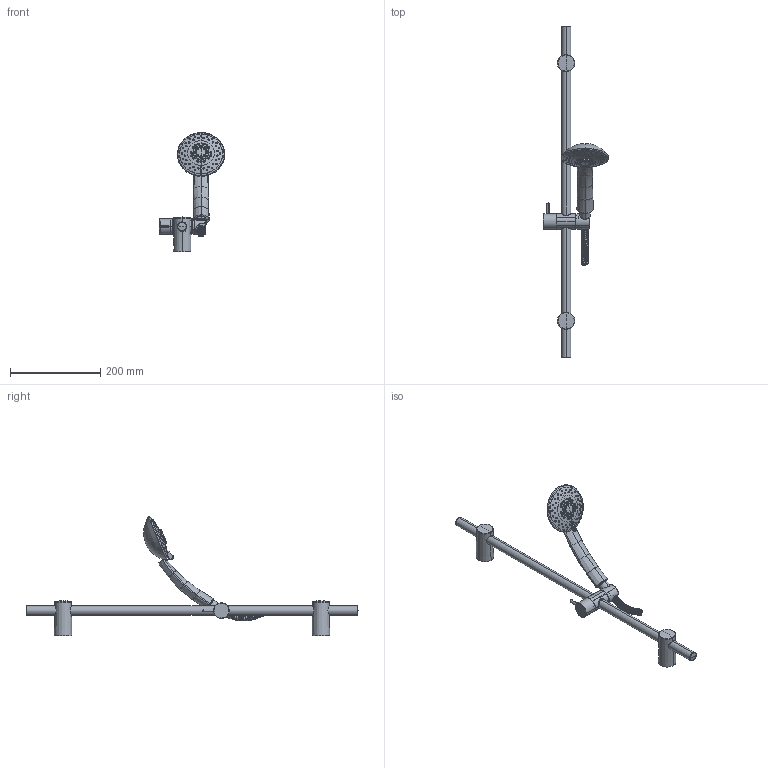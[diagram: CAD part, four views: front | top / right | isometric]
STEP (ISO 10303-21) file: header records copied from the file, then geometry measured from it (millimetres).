
FILE_DESCRIPTION((''),'2;1');
FILE_NAME('ZSAL120CR','2021-11-15T12:48:29',('ut3'),('PAFFONI SpA'),'CREO PARAMETRIC BY PTC INC, 2020044','CREO PARAMETRIC BY PTC INC, 2020044','');
FILE_SCHEMA(('CONFIG_CONTROL_DESIGN','SHAPE_APPEARANCE_LAYERS_GROUPS'));
Length unit declared in the file: millimetre
Products named in the file (1): ZSAL120CR
Bounding box: 144.22 x 734 x 263.1 mm (x, y, z)
Volume: 666829.9 mm3; surface area: 194257.9 mm2
Topology: 6 solids, 6 shells, 1047 faces, 2542 edges, 1610 vertices
Faces by surface type: cylinder 449, plane 237, bspline 172, torus 133, cone 32, sphere 24
Entity records: 72164 total; most frequent: CARTESIAN_POINT 43758, ORIENTED_EDGE 5026, DIRECTION 4479, EDGE_CURVE 2513, AXIS2_PLACEMENT_3D 1844, VERTEX_POINT 1609, EDGE_LOOP 1206, FACE_OUTER_BOUND 1045
